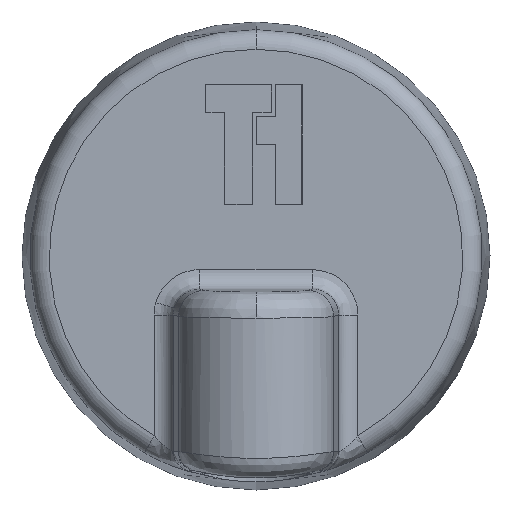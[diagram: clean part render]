
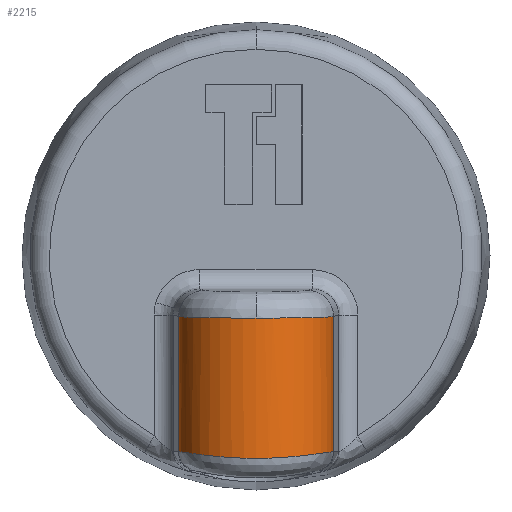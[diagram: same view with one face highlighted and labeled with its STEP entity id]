
A CAD part, front view. The second image highlights one B-rep face of the part: STEP entity #2215.
In plain terms, the highlighted cylindrical face has radius 6 mm (diameter 12 mm), a partial arc.
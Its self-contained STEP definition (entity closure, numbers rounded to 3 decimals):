
#13 = CARTESIAN_POINT ( 'NONE',  ( -5.911, -23.845, -15.036 ) ) ;
#94 = CARTESIAN_POINT ( 'NONE',  ( -5.955, -23.481, -4.649 ) ) ;
#111 = CARTESIAN_POINT ( 'NONE',  ( -5.955, -23.481, -15.036 ) ) ;
#124 = ORIENTED_EDGE ( 'NONE', *, *, #893, .T. ) ;
#192 = CARTESIAN_POINT ( 'NONE',  ( 5.955, -23.481, -4.649 ) ) ;
#208 = CARTESIAN_POINT ( 'NONE',  ( 5.833, -24.2, -15.044 ) ) ;
#267 = DIRECTION ( 'NONE',  ( 0., 0., -1. ) ) ;
#416 = CARTESIAN_POINT ( 'NONE',  ( 5.137, -25.871, -15.141 ) ) ;
#423 = ORIENTED_EDGE ( 'NONE', *, *, #2108, .T. ) ;
#519 = CARTESIAN_POINT ( 'NONE',  ( 5.955, -23.481, -2.5 ) ) ;
#530 = LINE ( 'NONE', #519, #1325 ) ;
#625 = ORIENTED_EDGE ( 'NONE', *, *, #1133, .F. ) ;
#661 = VECTOR ( 'NONE', #1632, 1000. ) ;
#666 = CARTESIAN_POINT ( 'NONE',  ( 3.703, -27.485, -15.333 ) ) ;
#693 = FACE_OUTER_BOUND ( 'NONE', #1745, .T. ) ;
#695 = CARTESIAN_POINT ( 'NONE',  ( 2.787, -28.076, -15.426 ) ) ;
#713 = CARTESIAN_POINT ( 'NONE',  ( -3.415, -27.696, -15.365 ) ) ;
#714 = CARTESIAN_POINT ( 'NONE',  ( -3.183, -28.75, -4.772 ) ) ;
#728 = CARTESIAN_POINT ( 'NONE',  ( -5.478, -25.225, -15.091 ) ) ;
#750 = CARTESIAN_POINT ( 'NONE',  ( -5.618, -24.887, -15.071 ) ) ;
#779 = EDGE_CURVE ( 'NONE', #1688, #1822, #2790, .T. ) ;
#848 = CARTESIAN_POINT ( 'NONE',  ( 5.567, -26.641, -4.723 ) ) ;
#893 = EDGE_CURVE ( 'NONE', #2861, #1363, #2999, .T. ) ;
#960 = CARTESIAN_POINT ( 'NONE',  ( -2.798, -28.07, -15.425 ) ) ;
#964 = CARTESIAN_POINT ( 'NONE',  ( -5.567, -26.641, -4.723 ) ) ;
#981 = CARTESIAN_POINT ( 'NONE',  ( 1.435, -28.579, -15.515 ) ) ;
#1025 = CARTESIAN_POINT ( 'NONE',  ( 0., -28.75, -4.772 ) ) ;
#1068 = CARTESIAN_POINT ( 'NONE',  ( 3.412, -27.699, -15.365 ) ) ;
#1096 = CARTESIAN_POINT ( 'NONE',  ( 5.955, -23.481, -15.036 ) ) ;
#1133 = EDGE_CURVE ( 'NONE', #1688, #3014, #530, .T. ) ;
#1209 = CARTESIAN_POINT ( 'NONE',  ( -5.955, -23.481, -15.036 ) ) ;
#1325 = VECTOR ( 'NONE', #267, 1000. ) ;
#1363 = VERTEX_POINT ( 'NONE', #111 ) ;
#1387 = ORIENTED_EDGE ( 'NONE', *, *, #1517, .T. ) ;
#1415 = CARTESIAN_POINT ( 'NONE',  ( 5.955, -23.481, -4.649 ) ) ;
#1436 = CARTESIAN_POINT ( 'NONE',  ( 3.183, -28.75, -4.772 ) ) ;
#1462 = CARTESIAN_POINT ( 'NONE',  ( -5.139, -25.868, -15.141 ) ) ;
#1468 = DIRECTION ( 'NONE',  ( 0., 0., -1. ) ) ;
#1478 = CARTESIAN_POINT ( 'NONE',  ( 4.941, -26.173, -15.17 ) ) ;
#1502 = CARTESIAN_POINT ( 'NONE',  ( 1.956, -28.425, -15.487 ) ) ;
#1517 = EDGE_CURVE ( 'NONE', #1363, #3014, #1664, .T. ) ;
#1579 = CARTESIAN_POINT ( 'NONE',  ( -0.364, -28.75, -15.547 ) ) ;
#1583 = CARTESIAN_POINT ( 'NONE',  ( 0.359, -28.75, -15.548 ) ) ;
#1627 = CARTESIAN_POINT ( 'NONE',  ( -2.467, -28.231, -15.453 ) ) ;
#1632 = DIRECTION ( 'NONE',  ( 0., 0., -1. ) ) ;
#1635 = CARTESIAN_POINT ( 'NONE',  ( -1.444, -28.585, -15.516 ) ) ;
#1664 = B_SPLINE_CURVE_WITH_KNOTS ( 'NONE', 3,
 ( #1209, #13, #2719, #750, #728, #1462, #2333, #1665, #2436, #2383, #713, #960, #1627, #2200, #1635, #1973, #1579, #1583, #2234, #3013, #981, #1969, #1502, #2132, #695, #1068, #666, #2158, #2111, #1478, #416, #2936, #2089, #208, #2127, #2367 ),
 .UNSPECIFIED., .F., .F.,
 ( 4, 2, 2, 2, 2, 2, 2, 2, 2, 2, 2, 2, 2, 2, 2, 2, 2, 4 ),
 ( 0., 0.001, 0.002, 0.003, 0.004, 0.005, 0.006, 0.008, 0.009, 0.01, 0.01, 0.011, 0.012, 0.013, 0.014, 0.015, 0.016, 0.017 ),
 .UNSPECIFIED. ) ;
#1665 = CARTESIAN_POINT ( 'NONE',  ( -4.498, -26.738, -15.232 ) ) ;
#1688 = VERTEX_POINT ( 'NONE', #1415 ) ;
#1745 = EDGE_LOOP ( 'NONE', ( #124, #1387, #625, #2738, #423 ) ) ;
#1822 = VERTEX_POINT ( 'NONE', #1025 ) ;
#1838 = AXIS2_PLACEMENT_3D ( 'NONE', #2746, #1468, #2500 ) ;
#1844 = CARTESIAN_POINT ( 'NONE',  ( 0., -28.75, -4.772 ) ) ;
#1969 = CARTESIAN_POINT ( 'NONE',  ( 1.785, -28.481, -15.497 ) ) ;
#1973 = CARTESIAN_POINT ( 'NONE',  ( -0.731, -28.716, -15.541 ) ) ;
#2089 = CARTESIAN_POINT ( 'NONE',  ( 5.615, -24.895, -15.071 ) ) ;
#2108 = EDGE_CURVE ( 'NONE', #1822, #2861, #2129, .T. ) ;
#2111 = CARTESIAN_POINT ( 'NONE',  ( 4.492, -26.744, -15.233 ) ) ;
#2127 = CARTESIAN_POINT ( 'NONE',  ( 5.911, -23.845, -15.036 ) ) ;
#2129 =( BOUNDED_CURVE ( )  B_SPLINE_CURVE ( 3, ( #1844, #714, #964, #94 ),
 .UNSPECIFIED., .F., .T. ) 
 B_SPLINE_CURVE_WITH_KNOTS ( ( 4, 4 ),
 ( 0., 1.449 ),
 .UNSPECIFIED. ) 
 CURVE ( )  GEOMETRIC_REPRESENTATION_ITEM ( )  RATIONAL_B_SPLINE_CURVE ( ( 1., 0.833, 0.833, 1. ) ) 
 REPRESENTATION_ITEM ( '' )  );
#2132 = CARTESIAN_POINT ( 'NONE',  ( 2.462, -28.233, -15.453 ) ) ;
#2158 = CARTESIAN_POINT ( 'NONE',  ( 4.242, -27.009, -15.266 ) ) ;
#2200 = CARTESIAN_POINT ( 'NONE',  ( -1.791, -28.488, -15.498 ) ) ;
#2215 = ADVANCED_FACE ( 'NONE', ( #693 ), #2545, .T. ) ;
#2234 = CARTESIAN_POINT ( 'NONE',  ( 0.719, -28.718, -15.541 ) ) ;
#2333 = CARTESIAN_POINT ( 'NONE',  ( -4.943, -26.171, -15.17 ) ) ;
#2364 = CARTESIAN_POINT ( 'NONE',  ( -5.955, -23.481, -2.5 ) ) ;
#2367 = CARTESIAN_POINT ( 'NONE',  ( 5.955, -23.481, -15.036 ) ) ;
#2383 = CARTESIAN_POINT ( 'NONE',  ( -3.705, -27.483, -15.332 ) ) ;
#2436 = CARTESIAN_POINT ( 'NONE',  ( -4.246, -27.004, -15.266 ) ) ;
#2500 = DIRECTION ( 'NONE',  ( -1., 0., 0. ) ) ;
#2545 = CYLINDRICAL_SURFACE ( 'NONE', #1838, 6. ) ;
#2719 = CARTESIAN_POINT ( 'NONE',  ( -5.834, -24.199, -15.044 ) ) ;
#2738 = ORIENTED_EDGE ( 'NONE', *, *, #779, .T. ) ;
#2746 = CARTESIAN_POINT ( 'NONE',  ( 0., -22.75, -2.5 ) ) ;
#2790 =( BOUNDED_CURVE ( )  B_SPLINE_CURVE ( 3, ( #192, #848, #1436, #3030 ),
 .UNSPECIFIED., .F., .T. ) 
 B_SPLINE_CURVE_WITH_KNOTS ( ( 4, 4 ),
 ( 4.835, 6.283 ),
 .UNSPECIFIED. ) 
 CURVE ( )  GEOMETRIC_REPRESENTATION_ITEM ( )  RATIONAL_B_SPLINE_CURVE ( ( 1., 0.833, 0.833, 1. ) ) 
 REPRESENTATION_ITEM ( '' )  );
#2808 = CARTESIAN_POINT ( 'NONE',  ( -5.955, -23.481, -4.649 ) ) ;
#2861 = VERTEX_POINT ( 'NONE', #2808 ) ;
#2936 = CARTESIAN_POINT ( 'NONE',  ( 5.474, -25.233, -15.092 ) ) ;
#2999 = LINE ( 'NONE', #2364, #661 ) ;
#3013 = CARTESIAN_POINT ( 'NONE',  ( 1.256, -28.62, -15.523 ) ) ;
#3014 = VERTEX_POINT ( 'NONE', #1096 ) ;
#3030 = CARTESIAN_POINT ( 'NONE',  ( 0., -28.75, -4.772 ) ) ;
